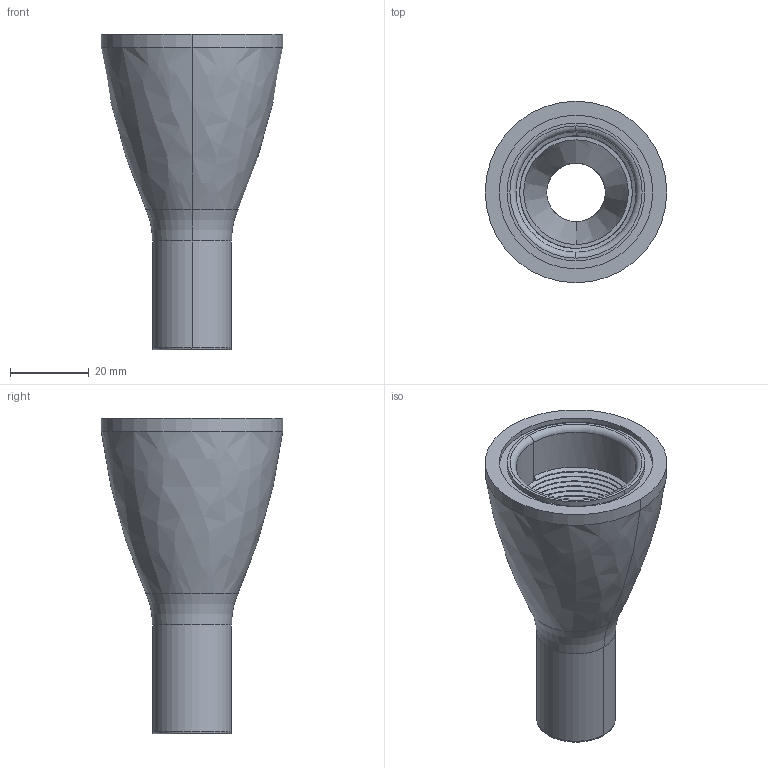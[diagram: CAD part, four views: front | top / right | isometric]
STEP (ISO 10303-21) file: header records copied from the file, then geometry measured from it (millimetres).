
FILE_DESCRIPTION((''),'2;1');
FILE_NAME('192315_ASM','2015-12-18T',('pdmadmin'),(''),'PRO/ENGINEER BY PARAMETRIC TECHNOLOGY CORPORATION, 2013230','PRO/ENGINEER BY PARAMETRIC TECHNOLOGY CORPORATION, 2013230','');
FILE_SCHEMA(('CONFIG_CONTROL_DESIGN'));
Length unit declared in the file: millimetre
Products named in the file (2): 172912; 192315_ASM
Assembly tree (1 placements, depth 2):
  192315_ASM
    172912
Bounding box: 46 x 46 x 80 mm (x, y, z)
Volume: 30582.6 mm3; surface area: 16027.8 mm2
Topology: 1 solids, 1 shells, 107 faces, 272 edges, 170 vertices
Faces by surface type: cylinder 64, bspline 26, plane 7, torus 6, cone 4
Entity records: 10666 total; most frequent: CARTESIAN_POINT 8346, ORIENTED_EDGE 544, DIRECTION 344, EDGE_CURVE 272, VERTEX_POINT 170, B_SPLINE_CURVE_WITH_KNOTS 137, AXIS2_PLACEMENT_3D 125, EDGE_LOOP 112
